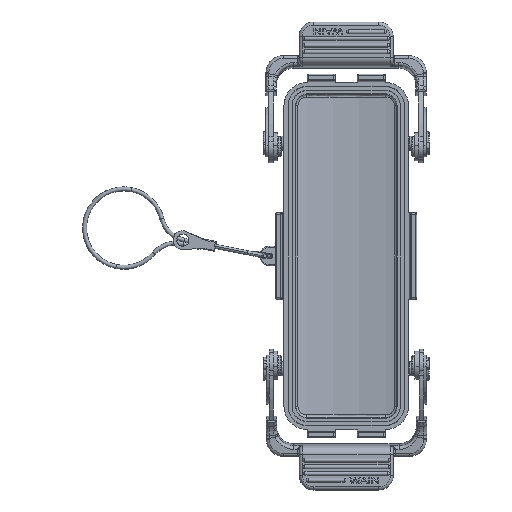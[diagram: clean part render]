
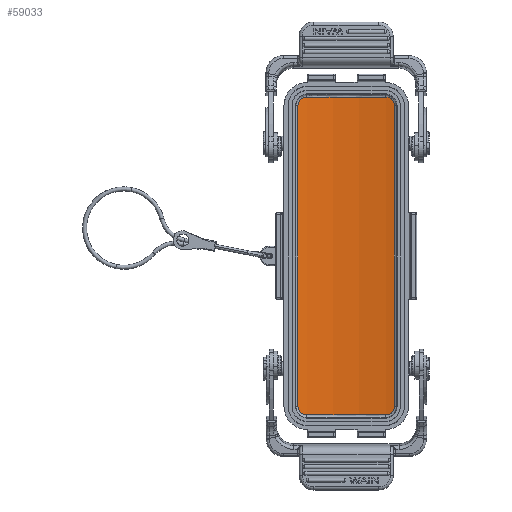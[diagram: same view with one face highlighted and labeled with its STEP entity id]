
A CAD part, front view. The second image highlights one B-rep face of the part: STEP entity #59033.
In plain terms, the highlighted cylindrical face has radius 77.4 mm (diameter 154.8 mm), a partial arc.
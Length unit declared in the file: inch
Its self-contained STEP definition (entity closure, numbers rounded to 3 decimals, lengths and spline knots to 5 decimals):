
#18281=CARTESIAN_POINT('',(1.83385,0.70662,
-4.52557));
#18282=CARTESIAN_POINT('',(1.83446,0.70649,
-4.53299));
#18283=CARTESIAN_POINT('',(1.83287,0.70684,
-4.54898));
#18284=CARTESIAN_POINT('',(1.8207,0.70951,
-4.58257));
#18285=CARTESIAN_POINT('',(1.80288,0.71332,
-4.60708));
#18286=CARTESIAN_POINT('',(1.77652,0.71875,
-4.62857));
#18287=CARTESIAN_POINT('',(1.7438,0.72513,
-4.64177));
#18288=CARTESIAN_POINT('',(1.72422,0.72873,
-4.64406));
#18289=CARTESIAN_POINT('',(1.71451,0.73047,
-4.64366));
#18295=DIRECTION('',(0.,0.,-1.));
#18296=VECTOR('',#18295,4.09055);
#18297=CARTESIAN_POINT('',(0.52048,0.70662,
-0.43501));
#18298=LINE('',#18297,#18296);
#18530=DIRECTION('',(0.,0.,1.));
#18531=VECTOR('',#18530,4.09055);
#18532=CARTESIAN_POINT('',(1.83385,0.70662,
-4.52557));
#18533=LINE('',#18532,#18531);
#18549=CARTESIAN_POINT('',(1.83385,0.70662,
-0.43501));
#18550=CARTESIAN_POINT('',(1.83394,0.7066,
-0.42497));
#18551=CARTESIAN_POINT('',(1.83149,0.70715,
-0.40538));
#18552=CARTESIAN_POINT('',(1.81867,0.70994,
-0.37454));
#18553=CARTESIAN_POINT('',(1.80056,0.71381,
-0.35119));
#18554=CARTESIAN_POINT('',(1.77389,0.71926,
-0.33085));
#18555=CARTESIAN_POINT('',(1.74712,0.72449,
-0.31983));
#18556=CARTESIAN_POINT('',(1.72605,0.7284,
-0.31704));
#18557=CARTESIAN_POINT('',(1.71499,0.73038,
-0.31692));
#18567=CARTESIAN_POINT('',(1.17717,-2.26902,
-0.31692));
#18568=DIRECTION('',(0.,0.,1.));
#18569=DIRECTION('',(0.177,0.984,0.));
#18570=AXIS2_PLACEMENT_3D('',#18567,#18568,#18569);
#18580=CARTESIAN_POINT('',(0.63982,0.73047,
-0.31692));
#18581=CARTESIAN_POINT('',(0.6306,0.72882,
-0.31652));
#18582=CARTESIAN_POINT('',(0.61182,0.72537,
-0.31865));
#18583=CARTESIAN_POINT('',(0.58045,0.71928,
-0.33054));
#18584=CARTESIAN_POINT('',(0.55354,0.71375,
-0.35146));
#18585=CARTESIAN_POINT('',(0.53521,0.70985,
-0.37497));
#18586=CARTESIAN_POINT('',(0.52179,0.70692,
-0.40954));
#18587=CARTESIAN_POINT('',(0.51995,0.7065,
-0.42676));
#18588=CARTESIAN_POINT('',(0.52048,0.70662,
-0.43501));
#18712=CARTESIAN_POINT('',(0.52048,0.70662,
-4.52557));
#18713=CARTESIAN_POINT('',(0.52039,0.7066,
-4.53561));
#18714=CARTESIAN_POINT('',(0.52285,0.70715,
-4.5552));
#18715=CARTESIAN_POINT('',(0.53566,0.70994,
-4.58604));
#18716=CARTESIAN_POINT('',(0.55378,0.71381,
-4.60939));
#18717=CARTESIAN_POINT('',(0.58044,0.71926,
-4.62973));
#18718=CARTESIAN_POINT('',(0.60721,0.72449,
-4.64075));
#18719=CARTESIAN_POINT('',(0.62828,0.7284,
-4.64354));
#18720=CARTESIAN_POINT('',(0.63934,0.73038,
-4.64366));
#18730=CARTESIAN_POINT('',(1.17717,-2.26902,
-4.64365));
#18731=DIRECTION('',(0.,0.,-1.));
#18732=DIRECTION('',(-0.177,0.984,0.));
#18733=AXIS2_PLACEMENT_3D('',#18730,#18731,#18732);
#26553=VERTEX_POINT('',#18281);
#26554=VERTEX_POINT('',#18289);
#26555=CARTESIAN_POINT('',(0.52048,0.70662,
-0.43501));
#26556=CARTESIAN_POINT('',(0.52048,0.70662,
-4.52557));
#26557=VERTEX_POINT('',#26555);
#26558=VERTEX_POINT('',#26556);
#26559=VERTEX_POINT('',#18580);
#26560=CARTESIAN_POINT('',(1.71501,0.73038,
-0.31692));
#26561=VERTEX_POINT('',#26560);
#26562=VERTEX_POINT('',#18549);
#26563=CARTESIAN_POINT('',(0.63932,0.73038,
-4.64365));
#26564=VERTEX_POINT('',#26563);
#59011=CARTESIAN_POINT('',(1.17717,-2.26902,
-4.73022));
#59012=DIRECTION('',(0.,0.,1.));
#59013=DIRECTION('',(1.,0.,0.));
#59014=AXIS2_PLACEMENT_3D('',#59011,#59012,#59013);
#59015=CYLINDRICAL_SURFACE('',#59014,3.04724);
#59017=ORIENTED_EDGE('',*,*,#59016,.F.);
#59019=ORIENTED_EDGE('',*,*,#59018,.F.);
#59021=ORIENTED_EDGE('',*,*,#59020,.F.);
#59023=ORIENTED_EDGE('',*,*,#59022,.F.);
#59025=ORIENTED_EDGE('',*,*,#59024,.F.);
#59026=ORIENTED_EDGE('',*,*,#59001,.T.);
#59028=ORIENTED_EDGE('',*,*,#59027,.F.);
#59030=ORIENTED_EDGE('',*,*,#59029,.F.);
#59031=EDGE_LOOP('',(#59017,#59019,#59021,#59023,#59025,#59026,#59028,#59030));
#59032=FACE_OUTER_BOUND('',#59031,.F.);
#18290=B_SPLINE_CURVE_WITH_KNOTS('',3,(#18281,#18282,#18283,#18284,#18285,
#18286,#18287,#18288,#18289),.UNSPECIFIED.,.F.,.F.,(4,1,1,1,1,1,4),(0.,
0.16667,0.33333,0.5,0.66667,0.83333,
1.),.UNSPECIFIED.);
#18558=B_SPLINE_CURVE_WITH_KNOTS('',3,(#18549,#18550,#18551,#18552,#18553,
#18554,#18555,#18556,#18557),.UNSPECIFIED.,.F.,.F.,(4,1,1,1,1,1,4),(0.,
0.16667,0.33333,0.5,0.66667,0.83333,
1.),.UNSPECIFIED.);
#18571=CIRCLE('',#18570,3.04724);
#18589=B_SPLINE_CURVE_WITH_KNOTS('',3,(#18580,#18581,#18582,#18583,#18584,
#18585,#18586,#18587,#18588),.UNSPECIFIED.,.F.,.F.,(4,1,1,1,1,1,4),(0.,
0.16667,0.33333,0.5,0.66667,0.83333,
1.),.UNSPECIFIED.);
#18721=B_SPLINE_CURVE_WITH_KNOTS('',3,(#18712,#18713,#18714,#18715,#18716,
#18717,#18718,#18719,#18720),.UNSPECIFIED.,.F.,.F.,(4,1,1,1,1,1,4),(0.,
0.16667,0.33333,0.5,0.66667,0.83333,
1.),.UNSPECIFIED.);
#18734=CIRCLE('',#18733,3.04724);
#59001=EDGE_CURVE('',#26553,#26554,#18290,.T.);
#59016=EDGE_CURVE('',#26557,#26558,#18298,.T.);
#59018=EDGE_CURVE('',#26559,#26557,#18589,.T.);
#59020=EDGE_CURVE('',#26561,#26559,#18571,.T.);
#59022=EDGE_CURVE('',#26562,#26561,#18558,.T.);
#59024=EDGE_CURVE('',#26553,#26562,#18533,.T.);
#59027=EDGE_CURVE('',#26564,#26554,#18734,.T.);
#59029=EDGE_CURVE('',#26558,#26564,#18721,.T.);
#59033=ADVANCED_FACE('',(#59032),#59015,.F.);
